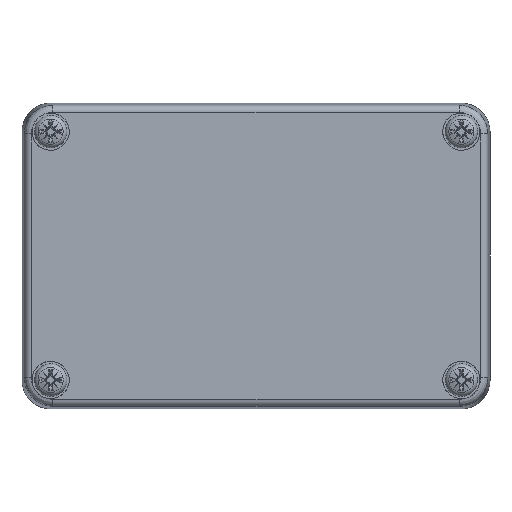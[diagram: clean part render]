
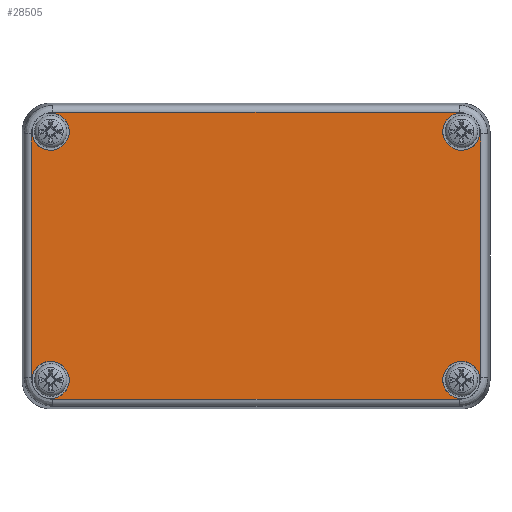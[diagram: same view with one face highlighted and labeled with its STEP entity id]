
A CAD part, top view. The second image highlights one B-rep face of the part: STEP entity #28505.
In plain terms, the highlighted face is planar.
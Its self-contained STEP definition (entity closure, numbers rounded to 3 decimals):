
#27883=CARTESIAN_POINT('',(-42.517,-30.015,-20.0));
#27884=VERTEX_POINT('',#27883);
#27892=CARTESIAN_POINT('',(42.517,-30.015,-20.0));
#27893=VERTEX_POINT('',#27892);
#27894=CARTESIAN_POINT('',(-42.517,-30.015,-20.0));
#27895=DIRECTION('',(1.0,0.0,0.0));
#27896=VECTOR('',#27895,85.033);
#27897=LINE('',#27894,#27896);
#27898=EDGE_CURVE('',#27884,#27893,#27897,.T.);
#27949=CARTESIAN_POINT('',(43.928,-29.788,-20.0));
#27950=VERTEX_POINT('',#27949);
#27951=CARTESIAN_POINT('',(46.788,-26.928,-20.0));
#27952=VERTEX_POINT('',#27951);
#27964=CARTESIAN_POINT('',(47.015,-25.517,-20.0));
#27965=VERTEX_POINT('',#27964);
#27966=CARTESIAN_POINT('',(42.514,-25.514,-20.0));
#27967=DIRECTION('',(0.0,0.0,1.0));
#27968=DIRECTION('',(0.707,-0.707,0.0));
#27969=AXIS2_PLACEMENT_3D('',#27966,#27967,#27968);
#27970=ELLIPSE('',#27969,4.503,4.5);
#27971=EDGE_CURVE('',#27952,#27965,#27970,.T.);
#27990=CARTESIAN_POINT('',(42.514,-25.514,-20.0));
#27991=DIRECTION('',(0.0,0.0,1.0));
#27992=DIRECTION('',(0.707,-0.707,0.0));
#27993=AXIS2_PLACEMENT_3D('',#27990,#27991,#27992);
#27994=ELLIPSE('',#27993,4.503,4.5);
#27995=EDGE_CURVE('',#27893,#27950,#27994,.T.);
#28005=CARTESIAN_POINT('',(47.015,25.517,-20.0));
#28006=VERTEX_POINT('',#28005);
#28023=CARTESIAN_POINT('',(47.015,-25.517,-20.0));
#28024=DIRECTION('',(0.0,1.0,0.0));
#28025=VECTOR('',#28024,51.033);
#28026=LINE('',#28023,#28025);
#28027=EDGE_CURVE('',#27965,#28006,#28026,.T.);
#28063=CARTESIAN_POINT('',(46.788,26.928,-20.0));
#28064=VERTEX_POINT('',#28063);
#28065=CARTESIAN_POINT('',(43.928,29.788,-20.0));
#28066=VERTEX_POINT('',#28065);
#28078=CARTESIAN_POINT('',(42.517,30.015,-20.0));
#28079=VERTEX_POINT('',#28078);
#28080=CARTESIAN_POINT('',(42.514,25.514,-20.0));
#28081=DIRECTION('',(0.0,0.0,1.0));
#28082=DIRECTION('',(0.707,0.707,0.0));
#28083=AXIS2_PLACEMENT_3D('',#28080,#28081,#28082);
#28084=ELLIPSE('',#28083,4.503,4.5);
#28085=EDGE_CURVE('',#28066,#28079,#28084,.T.);
#28104=CARTESIAN_POINT('',(42.514,25.514,-20.0));
#28105=DIRECTION('',(0.0,0.0,1.0));
#28106=DIRECTION('',(0.707,0.707,0.0));
#28107=AXIS2_PLACEMENT_3D('',#28104,#28105,#28106);
#28108=ELLIPSE('',#28107,4.503,4.5);
#28109=EDGE_CURVE('',#28006,#28064,#28108,.T.);
#28119=CARTESIAN_POINT('',(-42.517,30.015,-20.0));
#28120=VERTEX_POINT('',#28119);
#28137=CARTESIAN_POINT('',(42.517,30.015,-20.0));
#28138=DIRECTION('',(-1.0,0.0,0.0));
#28139=VECTOR('',#28138,85.033);
#28140=LINE('',#28137,#28139);
#28141=EDGE_CURVE('',#28079,#28120,#28140,.T.);
#28177=CARTESIAN_POINT('',(-43.928,29.788,-20.0));
#28178=VERTEX_POINT('',#28177);
#28179=CARTESIAN_POINT('',(-46.788,26.928,-20.0));
#28180=VERTEX_POINT('',#28179);
#28192=CARTESIAN_POINT('',(-47.015,25.517,-20.0));
#28193=VERTEX_POINT('',#28192);
#28194=CARTESIAN_POINT('',(-42.514,25.514,-20.0));
#28195=DIRECTION('',(0.0,0.0,1.0));
#28196=DIRECTION('',(-0.707,0.707,0.0));
#28197=AXIS2_PLACEMENT_3D('',#28194,#28195,#28196);
#28198=ELLIPSE('',#28197,4.503,4.5);
#28199=EDGE_CURVE('',#28180,#28193,#28198,.T.);
#28218=CARTESIAN_POINT('',(-42.514,25.514,-20.0));
#28219=DIRECTION('',(0.0,0.0,1.0));
#28220=DIRECTION('',(-0.707,0.707,0.0));
#28221=AXIS2_PLACEMENT_3D('',#28218,#28219,#28220);
#28222=ELLIPSE('',#28221,4.503,4.5);
#28223=EDGE_CURVE('',#28120,#28178,#28222,.T.);
#28233=CARTESIAN_POINT('',(-47.015,-25.517,-20.0));
#28234=VERTEX_POINT('',#28233);
#28251=CARTESIAN_POINT('',(-47.015,25.517,-20.0));
#28252=DIRECTION('',(0.0,-1.0,0.0));
#28253=VECTOR('',#28252,51.033);
#28254=LINE('',#28251,#28253);
#28255=EDGE_CURVE('',#28193,#28234,#28254,.T.);
#28291=CARTESIAN_POINT('',(-46.788,-26.928,-20.0));
#28292=VERTEX_POINT('',#28291);
#28293=CARTESIAN_POINT('',(-43.928,-29.788,-20.0));
#28294=VERTEX_POINT('',#28293);
#28306=CARTESIAN_POINT('',(-42.514,-25.514,-20.0));
#28307=DIRECTION('',(0.0,0.0,1.0));
#28308=DIRECTION('',(-0.707,-0.707,0.0));
#28309=AXIS2_PLACEMENT_3D('',#28306,#28307,#28308);
#28310=ELLIPSE('',#28309,4.503,4.5);
#28311=EDGE_CURVE('',#28294,#27884,#28310,.T.);
#28322=CARTESIAN_POINT('',(-42.514,-25.514,-20.0));
#28323=DIRECTION('',(0.0,0.0,1.0));
#28324=DIRECTION('',(-0.707,-0.707,0.0));
#28325=AXIS2_PLACEMENT_3D('',#28322,#28323,#28324);
#28326=ELLIPSE('',#28325,4.503,4.5);
#28327=EDGE_CURVE('',#28234,#28292,#28326,.T.);
#28443=CARTESIAN_POINT('',(43.0,-26.,-20.0));
#28444=DIRECTION('',(0.0,0.0,1.0));
#28445=DIRECTION('',(1.0,0.0,0.0));
#28446=AXIS2_PLACEMENT_3D('',#28443,#28444,#28445);
#28447=CIRCLE('',#28446,3.9);
#28448=EDGE_CURVE('',#27952,#27950,#28447,.T.);
#28464=CARTESIAN_POINT('',(0.0,0.,-20.0));
#28465=DIRECTION('',(0.0,0.0,1.0));
#28466=DIRECTION('',(1.0,0.0,0.0));
#28467=AXIS2_PLACEMENT_3D('',#28464,#28465,#28466);
#28468=PLANE('',#28467);
#28469=ORIENTED_EDGE('',*,*,#28109,.F.);
#28470=ORIENTED_EDGE('',*,*,#28027,.F.);
#28471=ORIENTED_EDGE('',*,*,#27971,.F.);
#28472=ORIENTED_EDGE('',*,*,#28448,.T.);
#28473=ORIENTED_EDGE('',*,*,#27995,.F.);
#28474=ORIENTED_EDGE('',*,*,#27898,.F.);
#28475=ORIENTED_EDGE('',*,*,#28311,.F.);
#28476=CARTESIAN_POINT('',(-43.0,-26.,-20.0));
#28477=DIRECTION('',(0.0,0.0,1.0));
#28478=DIRECTION('',(1.0,0.0,0.0));
#28479=AXIS2_PLACEMENT_3D('',#28476,#28477,#28478);
#28480=CIRCLE('',#28479,3.9);
#28481=EDGE_CURVE('',#28294,#28292,#28480,.T.);
#28482=ORIENTED_EDGE('',*,*,#28481,.T.);
#28483=ORIENTED_EDGE('',*,*,#28327,.F.);
#28484=ORIENTED_EDGE('',*,*,#28255,.F.);
#28485=ORIENTED_EDGE('',*,*,#28199,.F.);
#28486=CARTESIAN_POINT('',(-43.0,26.,-20.0));
#28487=DIRECTION('',(0.0,0.0,1.0));
#28488=DIRECTION('',(1.0,0.0,0.0));
#28489=AXIS2_PLACEMENT_3D('',#28486,#28487,#28488);
#28490=CIRCLE('',#28489,3.9);
#28491=EDGE_CURVE('',#28180,#28178,#28490,.T.);
#28492=ORIENTED_EDGE('',*,*,#28491,.T.);
#28493=ORIENTED_EDGE('',*,*,#28223,.F.);
#28494=ORIENTED_EDGE('',*,*,#28141,.F.);
#28495=ORIENTED_EDGE('',*,*,#28085,.F.);
#28496=CARTESIAN_POINT('',(43.0,26.,-20.0));
#28497=DIRECTION('',(0.0,0.0,1.0));
#28498=DIRECTION('',(1.0,0.0,0.0));
#28499=AXIS2_PLACEMENT_3D('',#28496,#28497,#28498);
#28500=CIRCLE('',#28499,3.9);
#28501=EDGE_CURVE('',#28066,#28064,#28500,.T.);
#28502=ORIENTED_EDGE('',*,*,#28501,.T.);
#28503=EDGE_LOOP('',(#28469,#28470,#28471,#28472,#28473,#28474,#28475,#28482,#28483,#28484,#28485,#28492,#28493,#28494,#28495,#28502));
#28504=FACE_OUTER_BOUND('',#28503,.T.);
#28505=ADVANCED_FACE('',(#28504),#28468,.F.);
